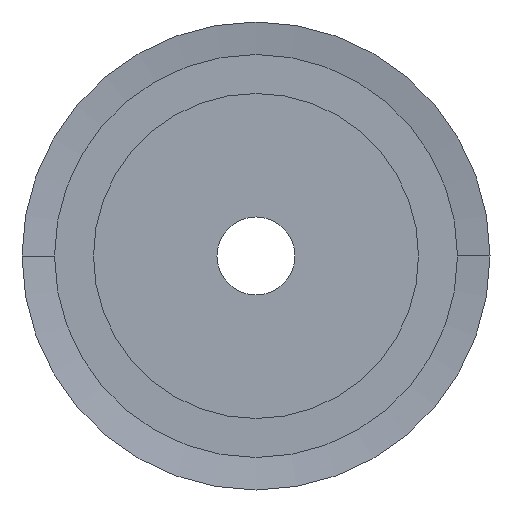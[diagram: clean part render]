
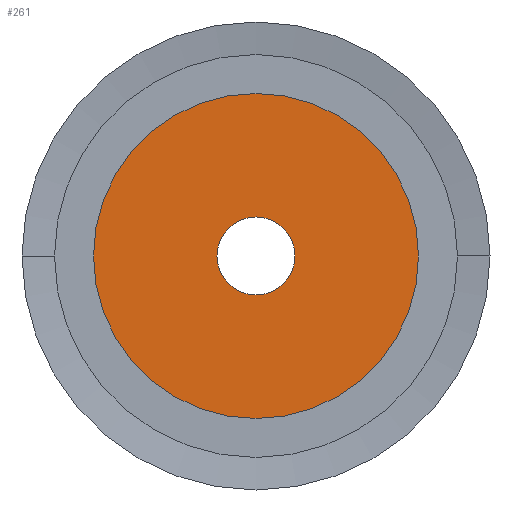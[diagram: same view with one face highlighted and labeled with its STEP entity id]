
A CAD part, left-side view. The second image highlights one B-rep face of the part: STEP entity #261.
In plain terms, the highlighted planar face has unit normal (-1, 0, 0).
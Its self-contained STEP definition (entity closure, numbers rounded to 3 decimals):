
#261 = ADVANCED_FACE( '', ( #641, #642 ), #643, .T. );
#641 = FACE_BOUND( '', #1022, .T. );
#642 = FACE_OUTER_BOUND( '', #1023, .T. );
#643 = PLANE( '', #1024 );
#1022 = EDGE_LOOP( '', ( #2643, #2644 ) );
#1023 = EDGE_LOOP( '', ( #2645, #2646 ) );
#1024 = AXIS2_PLACEMENT_3D( '', #2647, #2648, #2649 );
#2643 = ORIENTED_EDGE( '', *, *, #3176, .F. );
#2644 = ORIENTED_EDGE( '', *, *, #2665, .F. );
#2645 = ORIENTED_EDGE( '', *, *, #2653, .T. );
#2646 = ORIENTED_EDGE( '', *, *, #3181, .T. );
#2647 = CARTESIAN_POINT( '', ( 0., 7.75, 0. ) );
#2648 = DIRECTION( '', ( -1., 0., 0. ) );
#2649 = DIRECTION( '', ( 0., 1., 0. ) );
#2653 = EDGE_CURVE( '', #3183, #3187, #3189, .T. );
#2665 = EDGE_CURVE( '', #3211, #3207, #3213, .T. );
#3176 = EDGE_CURVE( '', #3207, #3211, #4060, .T. );
#3181 = EDGE_CURVE( '', #3187, #3183, #4065, .T. );
#3183 = VERTEX_POINT( '', #4067 );
#3187 = VERTEX_POINT( '', #4072 );
#3189 = CIRCLE( '', #4075, 12.5 );
#3207 = VERTEX_POINT( '', #4097 );
#3211 = VERTEX_POINT( '', #4102 );
#3213 = CIRCLE( '', #4105, 3. );
#4060 = CIRCLE( '', #5244, 3. );
#4065 = CIRCLE( '', #5249, 12.5 );
#4067 = CARTESIAN_POINT( '', ( 0., 12.5, 0. ) );
#4072 = CARTESIAN_POINT( '', ( 0., -12.5, 0. ) );
#4075 = AXIS2_PLACEMENT_3D( '', #5255, #5256, #5257 );
#4097 = CARTESIAN_POINT( '', ( 0., 3., 0. ) );
#4102 = CARTESIAN_POINT( '', ( 0., -3., 0. ) );
#4105 = AXIS2_PLACEMENT_3D( '', #5279, #5280, #5281 );
#5244 = AXIS2_PLACEMENT_3D( '', #6228, #6229, #6230 );
#5249 = AXIS2_PLACEMENT_3D( '', #6243, #6244, #6245 );
#5255 = CARTESIAN_POINT( '', ( 0., 0., 0. ) );
#5256 = DIRECTION( '', ( -1., 0., 0. ) );
#5257 = DIRECTION( '', ( 0., 1., 0. ) );
#5279 = CARTESIAN_POINT( '', ( 0., 0., 0. ) );
#5280 = DIRECTION( '', ( -1., 0., 0. ) );
#5281 = DIRECTION( '', ( 0., 1., 0. ) );
#6228 = CARTESIAN_POINT( '', ( 0., 0., 0. ) );
#6229 = DIRECTION( '', ( -1., 0., 0. ) );
#6230 = DIRECTION( '', ( 0., 1., 0. ) );
#6243 = CARTESIAN_POINT( '', ( 0., 0., 0. ) );
#6244 = DIRECTION( '', ( -1., 0., 0. ) );
#6245 = DIRECTION( '', ( 0., 1., 0. ) );
